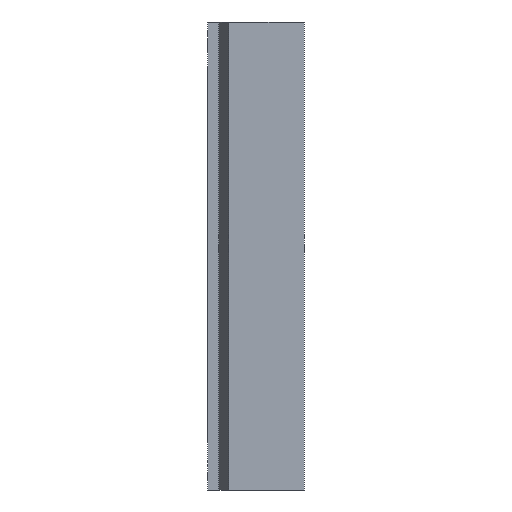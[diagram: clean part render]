
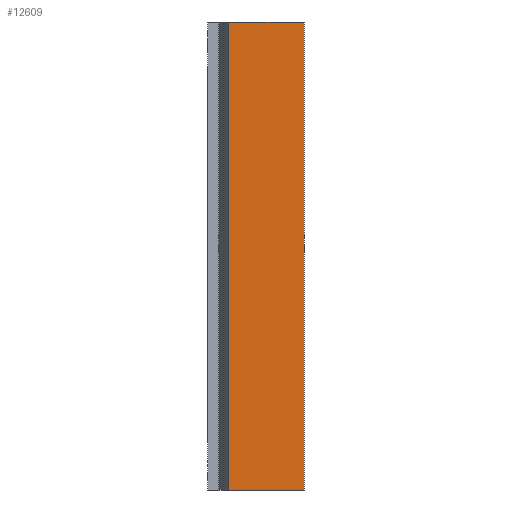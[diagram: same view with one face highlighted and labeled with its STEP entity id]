
A CAD part, left-side view. The second image highlights one B-rep face of the part: STEP entity #12609.
In plain terms, the highlighted planar face has unit normal (-1, 0, 0).
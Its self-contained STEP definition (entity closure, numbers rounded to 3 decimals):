
#2888 = CARTESIAN_POINT ( 'NONE',  ( -25., -13.5, 131. ) ) ;
#2889 = DIRECTION ( 'NONE',  ( 0., 0., -1. ) ) ;
#3289 = DIRECTION ( 'NONE',  ( 0., -1., 0. ) ) ;
#3290 = CARTESIAN_POINT ( 'NONE',  ( -25., 7.629, 0. ) ) ;
#3816 = DIRECTION ( 'NONE',  ( 0., -1., 0. ) ) ;
#3817 = CARTESIAN_POINT ( 'NONE',  ( -25., 7.629, 131. ) ) ;
#3870 = CARTESIAN_POINT ( 'NONE',  ( -25., 7.629, 131. ) ) ;
#3873 = DIRECTION ( 'NONE',  ( 0., 0., -1. ) ) ;
#4000 = EDGE_CURVE ( 'NONE', #6834, #6817, #10407, .T. ) ;
#4146 = EDGE_CURVE ( 'NONE', #6828, #6822, #10199, .T. ) ;
#4230 = EDGE_CURVE ( 'NONE', #6817, #6822, #10111, .T. ) ;
#4259 = EDGE_CURVE ( 'NONE', #6834, #6828, #10078, .T. ) ;
#4930 = DIRECTION ( 'NONE',  ( 0., 0., -1. ) ) ;
#4931 = DIRECTION ( 'NONE',  ( 1., 0., 0. ) ) ;
#4932 = CARTESIAN_POINT ( 'NONE',  ( -25., 7.629, 131. ) ) ;
#4933 = PLANE ( 'NONE',  #12634 ) ;
#6817 = VERTEX_POINT ( 'NONE', #8932 ) ;
#6822 = VERTEX_POINT ( 'NONE', #8927 ) ;
#6828 = VERTEX_POINT ( 'NONE', #8920 ) ;
#6834 = VERTEX_POINT ( 'NONE', #8914 ) ;
#7047 = ORIENTED_EDGE ( 'NONE', *, *, #4230, .F. ) ;
#7048 = ORIENTED_EDGE ( 'NONE', *, *, #4146, .T. ) ;
#7049 = ORIENTED_EDGE ( 'NONE', *, *, #4000, .F. ) ;
#7051 = ORIENTED_EDGE ( 'NONE', *, *, #4259, .T. ) ;
#8914 = CARTESIAN_POINT ( 'NONE',  ( -25., 7.629, 131. ) ) ;
#8920 = CARTESIAN_POINT ( 'NONE',  ( -25., 7.629, 0. ) ) ;
#8927 = CARTESIAN_POINT ( 'NONE',  ( -25., -13.5, 0. ) ) ;
#8932 = CARTESIAN_POINT ( 'NONE',  ( -25., -13.5, 131. ) ) ;
#9898 = FACE_OUTER_BOUND ( 'NONE', #10718, .T. ) ;
#10077 = VECTOR ( 'NONE', #3873, 1000. ) ;
#10078 = LINE ( 'NONE', #3870, #10077 ) ;
#10109 = VECTOR ( 'NONE', #2889, 1000. ) ;
#10111 = LINE ( 'NONE', #2888, #10109 ) ;
#10198 = VECTOR ( 'NONE', #3289, 1000. ) ;
#10199 = LINE ( 'NONE', #3290, #10198 ) ;
#10406 = VECTOR ( 'NONE', #3816, 1000. ) ;
#10407 = LINE ( 'NONE', #3817, #10406 ) ;
#10718 = EDGE_LOOP ( 'NONE', ( #7048, #7047, #7049, #7051 ) ) ;
#12609 = ADVANCED_FACE ( 'NONE', ( #9898 ), #4933, .F. ) ;
#12634 = AXIS2_PLACEMENT_3D ( 'NONE', #4932, #4931, #4930 ) ;
